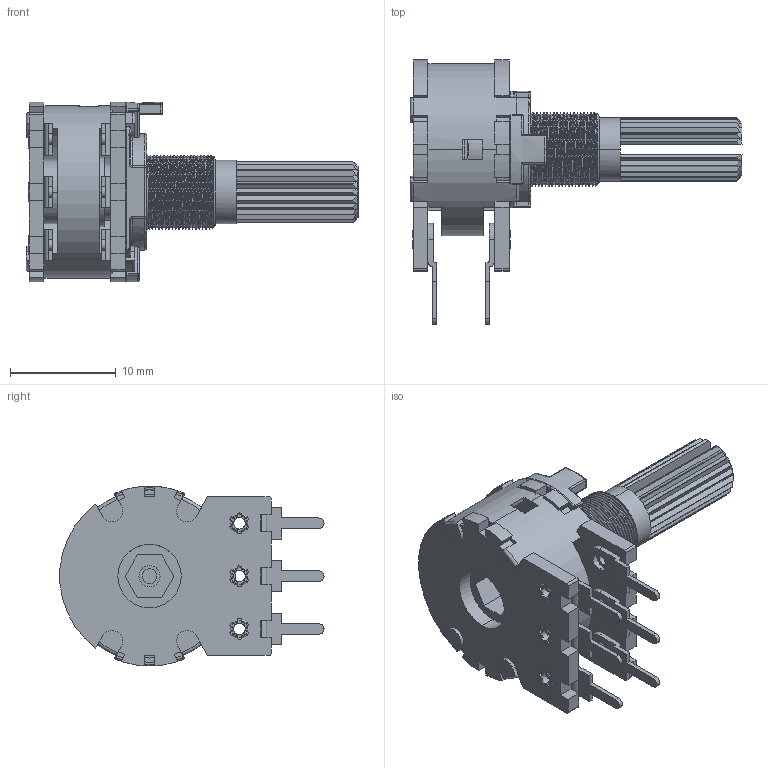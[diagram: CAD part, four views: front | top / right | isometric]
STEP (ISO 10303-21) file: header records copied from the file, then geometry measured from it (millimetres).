
FILE_DESCRIPTION (( 'STEP AP214' ), '1' );
FILE_NAME ('Same_Sky_PTN16-A01220K1B2.step', '2025-01-07T18:59:27', ( '' ), ( '' ), 'SwSTEP 2.0', 'SolidWorks 2024', '' );
FILE_SCHEMA (( 'AUTOMOTIVE_DESIGN' ));
Length unit declared in the file: inch
Products named in the file (4): PTN16-A_2 HOUSING; Same_Sky_PTN16-A01220K1B2; PTN16_20K1_SHAFT; PTN16_2 BUSHING
Assembly tree (3 placements, depth 2):
  Same_Sky_PTN16-A01220K1B2
    PTN16_2 BUSHING
    PTN16-A_2 HOUSING
    PTN16_20K1_SHAFT
Bounding box: 31.4 x 24.97 x 16.99 mm (x, y, z)
Volume: 2087.6 mm3; surface area: 4747 mm2
Topology: 19 solids, 19 shells, 822 faces, 2210 edges, 1425 vertices
Faces by surface type: plane 466, cylinder 262, torus 58, sphere 27, bspline 7, cone 2
Entity records: 29037 total; most frequent: CARTESIAN_POINT 8021, ORIENTED_EDGE 4388, DIRECTION 4361, EDGE_CURVE 2194, AXIS2_PLACEMENT_3D 1609, VERTEX_POINT 1425, VECTOR 1143, LINE 1143
